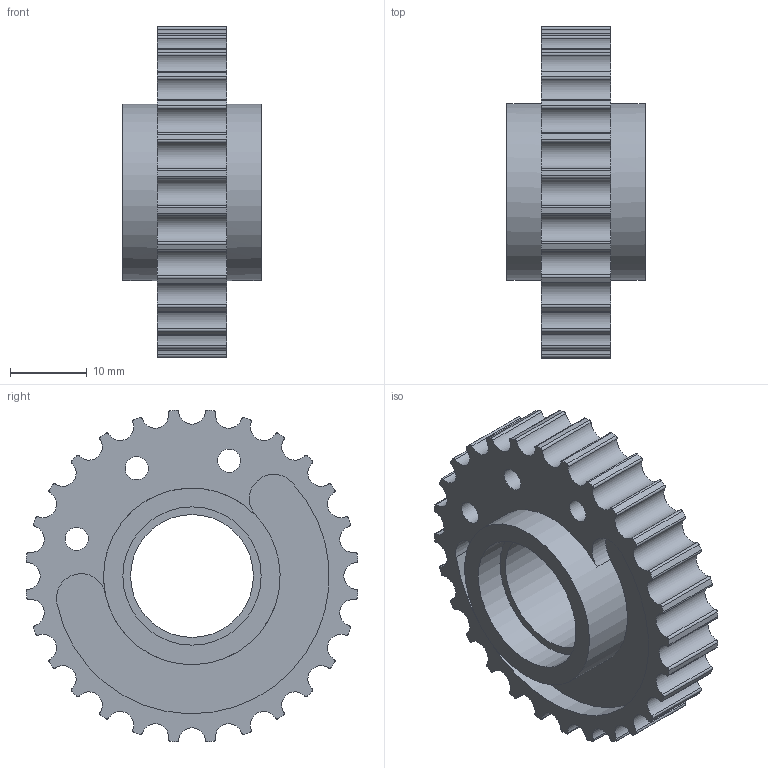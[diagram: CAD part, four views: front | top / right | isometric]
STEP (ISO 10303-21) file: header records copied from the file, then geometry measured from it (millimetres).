
FILE_DESCRIPTION(/* description */ (''),/* implementation_level */ '2;1');
FILE_NAME(/* name */ '28GT5090.step',/* time_stamp */ '2019-12-09T07:37:29+09:00',/* author */ (''),/* organization */ (''),/* preprocessor_version */ 'ST-DEVELOPER v18',/* originating_system */ 'Autodesk Translation Framework v8.12.0.6',/* authorisation */ '');
FILE_SCHEMA (('AUTOMOTIVE_DESIGN { 1 0 10303 214 3 1 1 }'));
Length unit declared in the file: millimetre
Products named in the file (2): 28GT5090; 28GT5090_1
Assembly tree (1 placements, depth 2):
  28GT5090
    28GT5090_1
Bounding box: 18 x 43.23 x 43.23 mm (x, y, z)
Volume: 9570.9 mm3; surface area: 6436.8 mm2
Topology: 1 solids, 1 shells, 134 faces, 386 edges, 258 vertices
Faces by surface type: cylinder 126, plane 8
Full cylindrical faces by diameter (mm): 3 x3, 16 x1, 18 x2, 23 x2
Entity records: 4640 total; most frequent: DIRECTION 918, CARTESIAN_POINT 781, ORIENTED_EDGE 772, AXIS2_PLACEMENT_3D 395, EDGE_CURVE 386, CIRCLE 258, VERTEX_POINT 258, EDGE_LOOP 146
